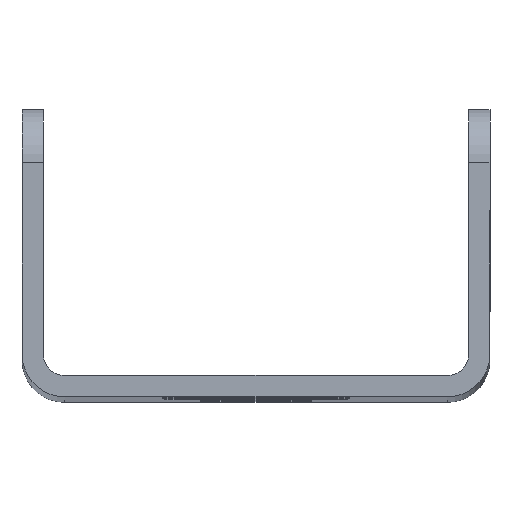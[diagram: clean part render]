
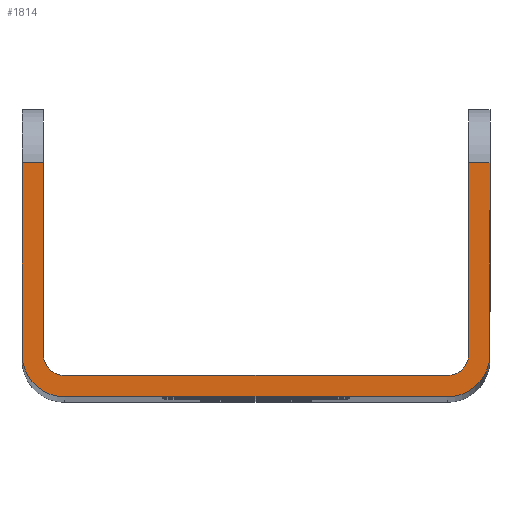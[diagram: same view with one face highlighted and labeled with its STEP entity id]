
A CAD part, top view. The second image highlights one B-rep face of the part: STEP entity #1814.
In plain terms, the highlighted planar face has unit normal (0, 0, 1).
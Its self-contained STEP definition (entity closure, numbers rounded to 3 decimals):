
#15 = CARTESIAN_POINT ( 'NONE',  ( 18., 2., 150. ) ) ;
#20 = CARTESIAN_POINT ( 'NONE',  ( 18., 0., 150. ) ) ;
#87 = CARTESIAN_POINT ( 'NONE',  ( 20., 22., 150. ) ) ;
#102 = CARTESIAN_POINT ( 'NONE',  ( 20., 4., 150. ) ) ;
#113 = CARTESIAN_POINT ( 'NONE',  ( -22., 4., 150. ) ) ;
#119 = CARTESIAN_POINT ( 'NONE',  ( -20., 22., 150. ) ) ;
#122 = CARTESIAN_POINT ( 'NONE',  ( -18., 2., 150. ) ) ;
#123 = CARTESIAN_POINT ( 'NONE',  ( 22., 22., 150. ) ) ;
#156 = VERTEX_POINT ( 'NONE', #665 ) ;
#157 = VERTEX_POINT ( 'NONE', #668 ) ;
#160 = VERTEX_POINT ( 'NONE', #671 ) ;
#231 = LINE ( 'NONE', #613, #233 ) ;
#233 = VECTOR ( 'NONE', #612, 1000. ) ;
#247 = VECTOR ( 'NONE', #658, 1000. ) ;
#270 = LINE ( 'NONE', #404, #272 ) ;
#271 = LINE ( 'NONE', #418, #274 ) ;
#272 = VECTOR ( 'NONE', #411, 1000. ) ;
#274 = VECTOR ( 'NONE', #419, 1000. ) ;
#284 = CIRCLE ( 'NONE', #1364, 4. ) ;
#291 = LINE ( 'NONE', #1180, #301 ) ;
#298 = CIRCLE ( 'NONE', #1371, 2. ) ;
#301 = VECTOR ( 'NONE', #1190, 1000. ) ;
#319 = LINE ( 'NONE', #2027, #401 ) ;
#399 = LINE ( 'NONE', #653, #247 ) ;
#401 = VECTOR ( 'NONE', #2032, 1000. ) ;
#404 = CARTESIAN_POINT ( 'NONE',  ( -20., 4., 150. ) ) ;
#411 = DIRECTION ( 'NONE',  ( 0., 1., 0. ) ) ;
#418 = CARTESIAN_POINT ( 'NONE',  ( -22., 22., 150. ) ) ;
#419 = DIRECTION ( 'NONE',  ( -1., 0., 0. ) ) ;
#444 = EDGE_LOOP ( 'NONE', ( #1311, #1312, #1313, #1314, #1315, #1316, #1317, #1318, #1319, #1320, #1321, #1322 ) ) ;
#612 = DIRECTION ( 'NONE',  ( -1., 0., 0. ) ) ;
#613 = CARTESIAN_POINT ( 'NONE',  ( 20., 22., 150. ) ) ;
#653 = CARTESIAN_POINT ( 'NONE',  ( 22., 4., 150. ) ) ;
#658 = DIRECTION ( 'NONE',  ( 0., 1., 0. ) ) ;
#665 = CARTESIAN_POINT ( 'NONE',  ( 22., 4., 150. ) ) ;
#668 = CARTESIAN_POINT ( 'NONE',  ( -20., 4., 150. ) ) ;
#671 = CARTESIAN_POINT ( 'NONE',  ( -18., 0., 150. ) ) ;
#697 = CARTESIAN_POINT ( 'NONE',  ( -22., 22., 150. ) ) ;
#728 = VERTEX_POINT ( 'NONE', #697 ) ;
#826 = CIRCLE ( 'NONE', #1422, 4. ) ;
#847 = LINE ( 'NONE', #1935, #850 ) ;
#850 = VECTOR ( 'NONE', #1936, 1000. ) ;
#867 = CIRCLE ( 'NONE', #1461, 2. ) ;
#987 = CARTESIAN_POINT ( 'NONE',  ( -18., 4., 150. ) ) ;
#991 = PLANE ( 'NONE',  #1489 ) ;
#993 = DIRECTION ( 'NONE',  ( 0., 0., 1. ) ) ;
#994 = DIRECTION ( 'NONE',  ( 1., 0., 0. ) ) ;
#1180 = CARTESIAN_POINT ( 'NONE',  ( 20., 27., 150. ) ) ;
#1190 = DIRECTION ( 'NONE',  ( 0., -1., 0. ) ) ;
#1260 = LINE ( 'NONE', #2187, #1262 ) ;
#1262 = VECTOR ( 'NONE', #2196, 1000. ) ;
#1297 = CARTESIAN_POINT ( 'NONE',  ( -18., 4., 150. ) ) ;
#1298 = DIRECTION ( 'NONE',  ( 0., 0., 1. ) ) ;
#1299 = DIRECTION ( 'NONE',  ( 1., 0., 0. ) ) ;
#1311 = ORIENTED_EDGE ( 'NONE', *, *, #1377, .T. ) ;
#1312 = ORIENTED_EDGE ( 'NONE', *, *, #1378, .T. ) ;
#1313 = ORIENTED_EDGE ( 'NONE', *, *, #1710, .T. ) ;
#1314 = ORIENTED_EDGE ( 'NONE', *, *, #1543, .T. ) ;
#1315 = ORIENTED_EDGE ( 'NONE', *, *, #1618, .T. ) ;
#1316 = ORIENTED_EDGE ( 'NONE', *, *, #1692, .T. ) ;
#1317 = ORIENTED_EDGE ( 'NONE', *, *, #1357, .T. ) ;
#1318 = ORIENTED_EDGE ( 'NONE', *, *, #1661, .T. ) ;
#1319 = ORIENTED_EDGE ( 'NONE', *, *, #1552, .T. ) ;
#1320 = ORIENTED_EDGE ( 'NONE', *, *, #1556, .T. ) ;
#1321 = ORIENTED_EDGE ( 'NONE', *, *, #1576, .T. ) ;
#1322 = ORIENTED_EDGE ( 'NONE', *, *, #1720, .T. ) ;
#1357 = EDGE_CURVE ( 'NONE', #156, #2469, #399, .T. ) ;
#1364 = AXIS2_PLACEMENT_3D ( 'NONE', #1297, #1298, #1299 ) ;
#1371 = AXIS2_PLACEMENT_3D ( 'NONE', #1988, #1989, #1990 ) ;
#1377 = EDGE_CURVE ( 'NONE', #157, #2465, #270, .T. ) ;
#1378 = EDGE_CURVE ( 'NONE', #2465, #728, #271, .T. ) ;
#1422 = AXIS2_PLACEMENT_3D ( 'NONE', #1902, #1903, #1904 ) ;
#1461 = AXIS2_PLACEMENT_3D ( 'NONE', #2486, #2487, #2488 ) ;
#1489 = AXIS2_PLACEMENT_3D ( 'NONE', #987, #993, #994 ) ;
#1543 = EDGE_CURVE ( 'NONE', #2459, #160, #284, .T. ) ;
#1552 = EDGE_CURVE ( 'NONE', #2434, #2448, #291, .T. ) ;
#1556 = EDGE_CURVE ( 'NONE', #2448, #1948, #298, .T. ) ;
#1576 = EDGE_CURVE ( 'NONE', #1948, #2468, #319, .T. ) ;
#1618 = EDGE_CURVE ( 'NONE', #160, #1949, #1260, .T. ) ;
#1661 = EDGE_CURVE ( 'NONE', #2469, #2434, #231, .T. ) ;
#1692 = EDGE_CURVE ( 'NONE', #1949, #156, #826, .T. ) ;
#1710 = EDGE_CURVE ( 'NONE', #728, #2459, #847, .T. ) ;
#1720 = EDGE_CURVE ( 'NONE', #2468, #157, #867, .T. ) ;
#1814 = ADVANCED_FACE ( 'NONE', ( #2215 ), #991, .T. ) ;
#1902 = CARTESIAN_POINT ( 'NONE',  ( 18., 4., 150. ) ) ;
#1903 = DIRECTION ( 'NONE',  ( 0., 0., 1. ) ) ;
#1904 = DIRECTION ( 'NONE',  ( 1., 0., 0. ) ) ;
#1935 = CARTESIAN_POINT ( 'NONE',  ( -22., 27., 150. ) ) ;
#1936 = DIRECTION ( 'NONE',  ( 0., -1., 0. ) ) ;
#1948 = VERTEX_POINT ( 'NONE', #15 ) ;
#1949 = VERTEX_POINT ( 'NONE', #20 ) ;
#1988 = CARTESIAN_POINT ( 'NONE',  ( 18., 4., 150. ) ) ;
#1989 = DIRECTION ( 'NONE',  ( 0., 0., -1. ) ) ;
#1990 = DIRECTION ( 'NONE',  ( 1., 0., 0. ) ) ;
#2027 = CARTESIAN_POINT ( 'NONE',  ( 18., 2., 150. ) ) ;
#2032 = DIRECTION ( 'NONE',  ( -1., 0., 0. ) ) ;
#2187 = CARTESIAN_POINT ( 'NONE',  ( -18., 0., 150. ) ) ;
#2196 = DIRECTION ( 'NONE',  ( 1., 0., 0. ) ) ;
#2215 = FACE_OUTER_BOUND ( 'NONE', #444, .T. ) ;
#2434 = VERTEX_POINT ( 'NONE', #87 ) ;
#2448 = VERTEX_POINT ( 'NONE', #102 ) ;
#2459 = VERTEX_POINT ( 'NONE', #113 ) ;
#2465 = VERTEX_POINT ( 'NONE', #119 ) ;
#2468 = VERTEX_POINT ( 'NONE', #122 ) ;
#2469 = VERTEX_POINT ( 'NONE', #123 ) ;
#2486 = CARTESIAN_POINT ( 'NONE',  ( -18., 4., 150. ) ) ;
#2487 = DIRECTION ( 'NONE',  ( 0., 0., -1. ) ) ;
#2488 = DIRECTION ( 'NONE',  ( 1., 0., 0. ) ) ;
